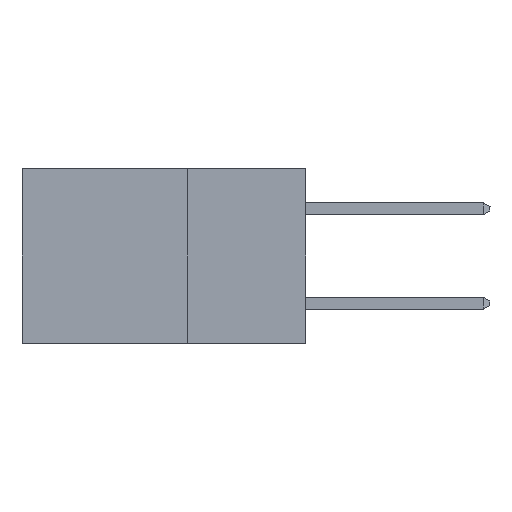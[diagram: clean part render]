
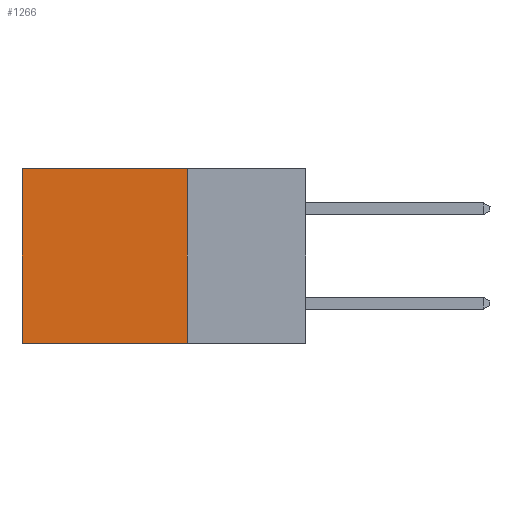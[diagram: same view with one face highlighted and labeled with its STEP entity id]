
A CAD part, left-side view. The second image highlights one B-rep face of the part: STEP entity #1266.
In plain terms, the highlighted planar face has unit normal (-1, 0, 0).
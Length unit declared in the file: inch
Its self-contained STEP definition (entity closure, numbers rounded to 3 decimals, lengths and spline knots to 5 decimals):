
#316 = CARTESIAN_POINT ( 'NONE',  ( 0.298, 0.6, 0. ) ) ;
#442 = ORIENTED_EDGE ( 'NONE', *, *, #2362, .F. ) ;
#447 = DIRECTION ( 'NONE',  ( 0., 1., 0. ) ) ;
#778 = LINE ( 'NONE', #2820, #8161 ) ;
#1241 = DIRECTION ( 'NONE',  ( 0., 0., -1. ) ) ;
#1266 = ADVANCED_FACE ( 'NONE', ( #8460 ), #6105, .F. ) ;
#1520 = DIRECTION ( 'NONE',  ( 1., 0., 0. ) ) ;
#1556 = CARTESIAN_POINT ( 'NONE',  ( 0.298, 0.25, 0. ) ) ;
#1608 = EDGE_CURVE ( 'NONE', #3716, #4839, #3073, .T. ) ;
#1866 = LINE ( 'NONE', #7046, #2726 ) ;
#2362 = EDGE_CURVE ( 'NONE', #3441, #6299, #1866, .T. ) ;
#2726 = VECTOR ( 'NONE', #447, 39.37008 ) ;
#2820 = CARTESIAN_POINT ( 'NONE',  ( 0.298, 0.25, 0. ) ) ;
#3073 = LINE ( 'NONE', #8346, #3516 ) ;
#3329 = DIRECTION ( 'NONE',  ( 0., 0., -1. ) ) ;
#3441 = VERTEX_POINT ( 'NONE', #4093 ) ;
#3516 = VECTOR ( 'NONE', #5444, 39.37008 ) ;
#3716 = VERTEX_POINT ( 'NONE', #4434 ) ;
#3962 = ORIENTED_EDGE ( 'NONE', *, *, #5262, .F. ) ;
#4093 = CARTESIAN_POINT ( 'NONE',  ( 0.298, 0.25, -0.37 ) ) ;
#4434 = CARTESIAN_POINT ( 'NONE',  ( 0.298, 0.25, 0. ) ) ;
#4639 = ORIENTED_EDGE ( 'NONE', *, *, #1608, .T. ) ;
#4839 = VERTEX_POINT ( 'NONE', #8703 ) ;
#5262 = EDGE_CURVE ( 'NONE', #3716, #3441, #778, .T. ) ;
#5444 = DIRECTION ( 'NONE',  ( 0., 1., 0. ) ) ;
#5524 = LINE ( 'NONE', #316, #11136 ) ;
#6105 = PLANE ( 'NONE',  #9255 ) ;
#6299 = VERTEX_POINT ( 'NONE', #7152 ) ;
#7046 = CARTESIAN_POINT ( 'NONE',  ( 0.298, 0.25, -0.37 ) ) ;
#7152 = CARTESIAN_POINT ( 'NONE',  ( 0.298, 0.6, -0.37 ) ) ;
#8161 = VECTOR ( 'NONE', #9314, 39.37008 ) ;
#8192 = EDGE_LOOP ( 'NONE', ( #9810, #442, #3962, #4639 ) ) ;
#8346 = CARTESIAN_POINT ( 'NONE',  ( 0.298, 0.25, 0. ) ) ;
#8460 = FACE_OUTER_BOUND ( 'NONE', #8192, .T. ) ;
#8703 = CARTESIAN_POINT ( 'NONE',  ( 0.298, 0.6, 0. ) ) ;
#9255 = AXIS2_PLACEMENT_3D ( 'NONE', #1556, #1520, #3329 ) ;
#9314 = DIRECTION ( 'NONE',  ( 0., 0., -1. ) ) ;
#9509 = EDGE_CURVE ( 'NONE', #4839, #6299, #5524, .T. ) ;
#9810 = ORIENTED_EDGE ( 'NONE', *, *, #9509, .T. ) ;
#11136 = VECTOR ( 'NONE', #1241, 39.37008 ) ;
